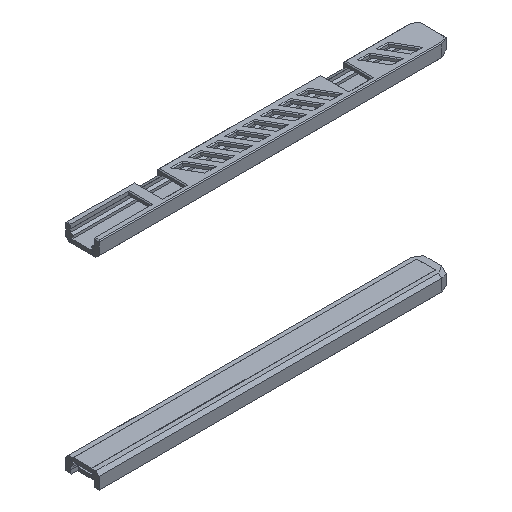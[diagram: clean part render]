
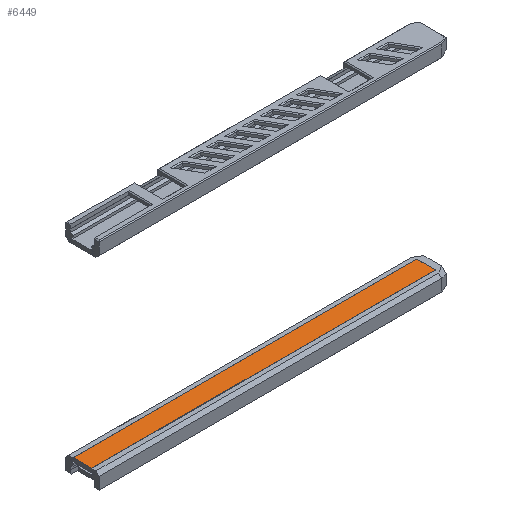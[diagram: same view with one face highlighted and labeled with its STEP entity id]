
A CAD part, isometric view. The second image highlights one B-rep face of the part: STEP entity #6449.
In plain terms, the highlighted planar face has unit normal (0, 0, 1).
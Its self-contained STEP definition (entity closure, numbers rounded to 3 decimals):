
#381=FACE_OUTER_BOUND('',#797,.T.);
#797=EDGE_LOOP('',(#5071,#5072,#5073,#5074));
#1411=LINE('',#9677,#2261);
#1412=LINE('',#9679,#2262);
#1413=LINE('',#9681,#2263);
#1414=LINE('',#9682,#2264);
#2261=VECTOR('',#7941,10.);
#2262=VECTOR('',#7942,10.);
#2263=VECTOR('',#7943,10.);
#2264=VECTOR('',#7944,10.);
#2979=VERTEX_POINT('',#9675);
#2980=VERTEX_POINT('',#9676);
#2981=VERTEX_POINT('',#9678);
#2982=VERTEX_POINT('',#9680);
#3707=EDGE_CURVE('',#2979,#2980,#1411,.F.);
#3708=EDGE_CURVE('',#2980,#2981,#1412,.T.);
#3709=EDGE_CURVE('',#2981,#2982,#1413,.T.);
#3710=EDGE_CURVE('',#2982,#2979,#1414,.T.);
#5071=ORIENTED_EDGE('',*,*,#3707,.T.);
#5072=ORIENTED_EDGE('',*,*,#3708,.T.);
#5073=ORIENTED_EDGE('',*,*,#3709,.T.);
#5074=ORIENTED_EDGE('',*,*,#3710,.T.);
#6105=PLANE('',#6887);
#6449=ADVANCED_FACE('',(#381),#6105,.T.);
#6887=AXIS2_PLACEMENT_3D('',#9674,#7939,#7940);
#7939=DIRECTION('center_axis',(0.,0.,
1.));
#7940=DIRECTION('ref_axis',(0.,-1.,0.));
#7941=DIRECTION('',(0.,-1.,0.));
#7942=DIRECTION('',(-1.,0.,0.));
#7943=DIRECTION('',(0.,-1.,0.));
#7944=DIRECTION('',(1.,0.,0.));
#9674=CARTESIAN_POINT('Origin',(171.,-45.677,15.309));
#9675=CARTESIAN_POINT('',(172.,-45.677,15.309));
#9676=CARTESIAN_POINT('',(172.,-37.127,15.309));
#9677=CARTESIAN_POINT('',(172.,-43.54,15.309));
#9678=CARTESIAN_POINT('',(14.05,-37.127,15.309));
#9679=CARTESIAN_POINT('',(171.,-37.127,15.309));
#9680=CARTESIAN_POINT('',(14.05,-45.677,15.309));
#9681=CARTESIAN_POINT('',(14.05,-37.127,15.309));
#9682=CARTESIAN_POINT('',(171.,-45.677,15.309));
